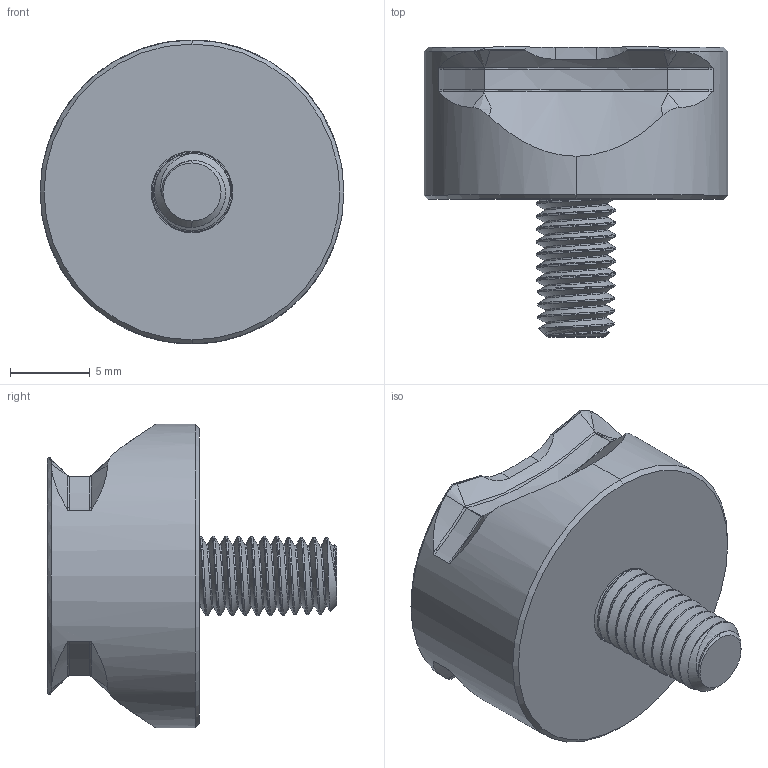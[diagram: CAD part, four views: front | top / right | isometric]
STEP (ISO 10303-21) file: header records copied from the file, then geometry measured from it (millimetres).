
FILE_DESCRIPTION (( 'STEP AP214' ), '1' );
FILE_NAME ('32175.STEP', '2018-09-19T13:29:07', ( 'Mike W' ), ( '' ), 'SwSTEP 2.0', 'SolidWorks 2017', '' );
FILE_SCHEMA (( 'AUTOMOTIVE_DESIGN' ));
Length unit declared in the file: inch
Products named in the file (4): 103212 SHCS_103212 SHCS; M510MM SHCS_M510MM SHCS; 321751_321751; 32175
Assembly tree (3 placements, depth 2):
  32175
    321751_321751
    M510MM SHCS_M510MM SHCS
    103212 SHCS_103212 SHCS
Bounding box: 19.05 x 18.17 x 19.05 mm (x, y, z)
Volume: 2723.5 mm3; surface area: 2328.3 mm2
Topology: 3 solids, 3 shells, 281 faces, 737 edges, 467 vertices
Faces by surface type: cylinder 154, bspline 70, cone 32, plane 23, torus 2
Entity records: 14194 total; most frequent: CARTESIAN_POINT 8433, ORIENTED_EDGE 1474, DIRECTION 833, EDGE_CURVE 737, VERTEX_POINT 467, AXIS2_PLACEMENT_3D 318, EDGE_LOOP 288, FACE_OUTER_BOUND 281
